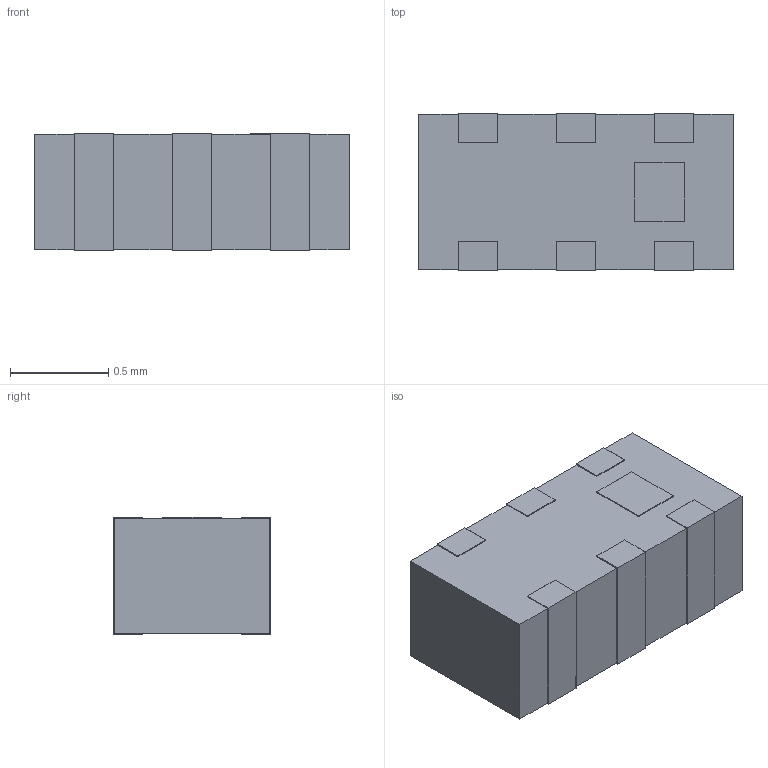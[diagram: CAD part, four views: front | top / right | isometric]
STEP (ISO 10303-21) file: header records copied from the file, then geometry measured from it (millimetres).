
FILE_DESCRIPTION(('FreeCAD Model'),'2;1');
FILE_NAME('Fusion.step','2017-04-11T07:25:39',( 'kicad StepUp'),('ksu MCAD'),'Open CASCADE STEP processor 6.8', 'FreeCAD','Unknown');
FILE_SCHEMA(('AUTOMOTIVE_DESIGN_CC2 { 1 2 10303 214 -1 1 5 4 }'));
Length unit declared in the file: millimetre
Products named in the file (2): ASSEMBLY; Fusion
Assembly tree (1 placements, depth 2):
  ASSEMBLY
    Fusion
Bounding box: 1.6 x 0.8 x 0.6 mm (x, y, z)
Volume: 0.8 mm3; surface area: 5.4 mm2
Topology: 1 solids, 1 shells, 59 faces, 168 edges, 112 vertices
Faces by surface type: plane 59
Entity records: 2327 total; most frequent: CARTESIAN_POINT 341, ORIENTED_EDGE 336, DIRECTION 290, EDGE_CURVE 168, LINE 168, VECTOR 168, VERTEX_POINT 112, AXIS2_PLACEMENT_3D 61
